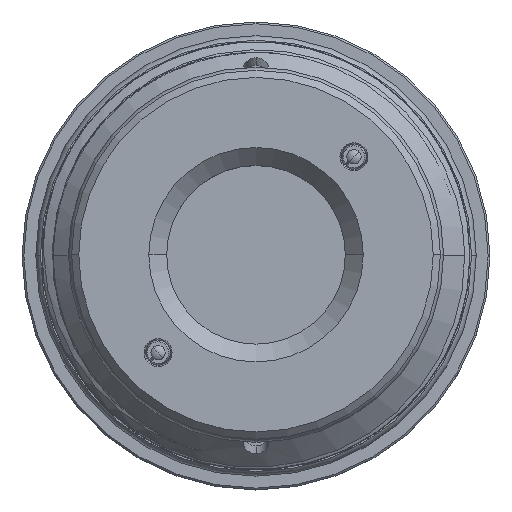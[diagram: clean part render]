
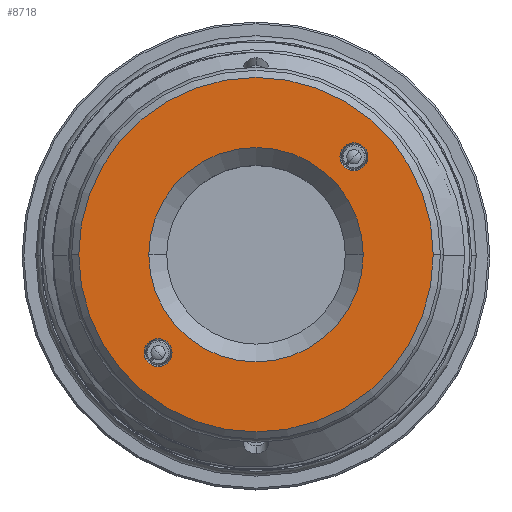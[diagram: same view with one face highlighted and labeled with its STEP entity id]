
A CAD part, top view. The second image highlights one B-rep face of the part: STEP entity #8718.
In plain terms, the highlighted planar face has unit normal (0, 0, 1).
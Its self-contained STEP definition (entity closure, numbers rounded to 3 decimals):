
#760 = CIRCLE ( 'NONE', #9243, 19.84 ) ;
#811 = DIRECTION ( 'NONE',  ( 1., 0., 0. ) ) ;
#1373 = CARTESIAN_POINT ( 'NONE',  ( 0., 0., 85.95 ) ) ;
#1759 = CARTESIAN_POINT ( 'NONE',  ( -12., 0., 85.95 ) ) ;
#1779 = AXIS2_PLACEMENT_3D ( 'NONE', #6004, #17932, #15040 ) ;
#1842 = EDGE_LOOP ( 'NONE', ( #10214, #9856 ) ) ;
#1902 = CIRCLE ( 'NONE', #18409, 19.84 ) ;
#1907 = DIRECTION ( 'NONE',  ( 1., 0., 0. ) ) ;
#2029 = DIRECTION ( 'NONE',  ( -1., 0., 0. ) ) ;
#2100 = CARTESIAN_POINT ( 'NONE',  ( -9.399, -10.96, 85.95 ) ) ;
#2323 = EDGE_CURVE ( 'NONE', #3791, #18690, #7563, .T. ) ;
#2324 = DIRECTION ( 'NONE',  ( 0., 0., -1. ) ) ;
#2729 = AXIS2_PLACEMENT_3D ( 'NONE', #3964, #17376, #811 ) ;
#3042 = VERTEX_POINT ( 'NONE', #17854 ) ;
#3336 = CIRCLE ( 'NONE', #2729, 1.561 ) ;
#3791 = VERTEX_POINT ( 'NONE', #11674 ) ;
#3964 = CARTESIAN_POINT ( 'NONE',  ( -10.96, -10.96, 85.95 ) ) ;
#4294 = EDGE_CURVE ( 'NONE', #18756, #13590, #3336, .T. ) ;
#4391 = DIRECTION ( 'NONE',  ( 0., 0., -1. ) ) ;
#4547 = EDGE_CURVE ( 'NONE', #3042, #13613, #760, .T. ) ;
#4612 = AXIS2_PLACEMENT_3D ( 'NONE', #6464, #12278, #1907 ) ;
#5119 = AXIS2_PLACEMENT_3D ( 'NONE', #15514, #2324, #16873 ) ;
#5209 = EDGE_CURVE ( 'NONE', #10761, #12612, #9409, .T. ) ;
#5254 = DIRECTION ( 'NONE',  ( 0., 0., 1. ) ) ;
#5328 = ORIENTED_EDGE ( 'NONE', *, *, #5209, .T. ) ;
#5739 = ORIENTED_EDGE ( 'NONE', *, *, #8079, .T. ) ;
#5879 = DIRECTION ( 'NONE',  ( 0., 0., -1. ) ) ;
#5883 = CARTESIAN_POINT ( 'NONE',  ( -12.521, -10.96, 85.95 ) ) ;
#5949 = AXIS2_PLACEMENT_3D ( 'NONE', #13445, #5879, #10451 ) ;
#6004 = CARTESIAN_POINT ( 'NONE',  ( 20.64, 0., 85.95 ) ) ;
#6027 = FACE_BOUND ( 'NONE', #13002, .T. ) ;
#6109 = EDGE_CURVE ( 'NONE', #13613, #3042, #1902, .T. ) ;
#6234 = EDGE_CURVE ( 'NONE', #12612, #10761, #16076, .T. ) ;
#6464 = CARTESIAN_POINT ( 'NONE',  ( -10.96, -10.96, 85.95 ) ) ;
#6949 = FACE_BOUND ( 'NONE', #18650, .T. ) ;
#7563 = CIRCLE ( 'NONE', #5949, 1.561 ) ;
#8079 = EDGE_CURVE ( 'NONE', #18690, #3791, #11881, .T. ) ;
#8606 = AXIS2_PLACEMENT_3D ( 'NONE', #1373, #4391, #14792 ) ;
#8718 = ADVANCED_FACE ( 'NONE', ( #6027, #6949, #11156, #14177 ), #14921, .T. ) ;
#9243 = AXIS2_PLACEMENT_3D ( 'NONE', #15822, #5254, #18664 ) ;
#9409 = CIRCLE ( 'NONE', #8606, 12. ) ;
#9856 = ORIENTED_EDGE ( 'NONE', *, *, #17430, .T. ) ;
#10214 = ORIENTED_EDGE ( 'NONE', *, *, #4294, .T. ) ;
#10451 = DIRECTION ( 'NONE',  ( -1., 0., 0. ) ) ;
#10761 = VERTEX_POINT ( 'NONE', #1759 ) ;
#11156 = FACE_OUTER_BOUND ( 'NONE', #11813, .T. ) ;
#11674 = CARTESIAN_POINT ( 'NONE',  ( 9.399, 10.96, 85.95 ) ) ;
#11813 = EDGE_LOOP ( 'NONE', ( #12112, #16262 ) ) ;
#11881 = CIRCLE ( 'NONE', #15729, 1.561 ) ;
#11973 = DIRECTION ( 'NONE',  ( 1., 0., 0. ) ) ;
#12112 = ORIENTED_EDGE ( 'NONE', *, *, #6109, .T. ) ;
#12278 = DIRECTION ( 'NONE',  ( 0., 0., -1. ) ) ;
#12612 = VERTEX_POINT ( 'NONE', #17631 ) ;
#13002 = EDGE_LOOP ( 'NONE', ( #5739, #17358 ) ) ;
#13445 = CARTESIAN_POINT ( 'NONE',  ( 10.96, 10.96, 85.95 ) ) ;
#13590 = VERTEX_POINT ( 'NONE', #2100 ) ;
#13613 = VERTEX_POINT ( 'NONE', #14013 ) ;
#14013 = CARTESIAN_POINT ( 'NONE',  ( -19.84, 0., 85.95 ) ) ;
#14177 = FACE_BOUND ( 'NONE', #1842, .T. ) ;
#14511 = DIRECTION ( 'NONE',  ( 0., 0., 1. ) ) ;
#14792 = DIRECTION ( 'NONE',  ( 1., 0., 0. ) ) ;
#14921 = PLANE ( 'NONE',  #1779 ) ;
#15040 = DIRECTION ( 'NONE',  ( 1., 0., 0. ) ) ;
#15364 = CARTESIAN_POINT ( 'NONE',  ( 10.96, 10.96, 85.95 ) ) ;
#15514 = CARTESIAN_POINT ( 'NONE',  ( 0., 0., 85.95 ) ) ;
#15729 = AXIS2_PLACEMENT_3D ( 'NONE', #15364, #18377, #2029 ) ;
#15822 = CARTESIAN_POINT ( 'NONE',  ( 0., 0., 85.95 ) ) ;
#16076 = CIRCLE ( 'NONE', #5119, 12. ) ;
#16099 = CARTESIAN_POINT ( 'NONE',  ( 0., 0., 85.95 ) ) ;
#16262 = ORIENTED_EDGE ( 'NONE', *, *, #4547, .T. ) ;
#16873 = DIRECTION ( 'NONE',  ( 1., 0., 0. ) ) ;
#17358 = ORIENTED_EDGE ( 'NONE', *, *, #2323, .T. ) ;
#17376 = DIRECTION ( 'NONE',  ( 0., 0., -1. ) ) ;
#17430 = EDGE_CURVE ( 'NONE', #13590, #18756, #18677, .T. ) ;
#17631 = CARTESIAN_POINT ( 'NONE',  ( 12., 0., 85.95 ) ) ;
#17854 = CARTESIAN_POINT ( 'NONE',  ( 19.84, 0., 85.95 ) ) ;
#17918 = ORIENTED_EDGE ( 'NONE', *, *, #6234, .T. ) ;
#17932 = DIRECTION ( 'NONE',  ( 0., 0., 1. ) ) ;
#18377 = DIRECTION ( 'NONE',  ( 0., 0., -1. ) ) ;
#18409 = AXIS2_PLACEMENT_3D ( 'NONE', #16099, #14511, #11973 ) ;
#18650 = EDGE_LOOP ( 'NONE', ( #17918, #5328 ) ) ;
#18664 = DIRECTION ( 'NONE',  ( 1., 0., 0. ) ) ;
#18677 = CIRCLE ( 'NONE', #4612, 1.561 ) ;
#18690 = VERTEX_POINT ( 'NONE', #19165 ) ;
#18756 = VERTEX_POINT ( 'NONE', #5883 ) ;
#19165 = CARTESIAN_POINT ( 'NONE',  ( 12.521, 10.96, 85.95 ) ) ;
